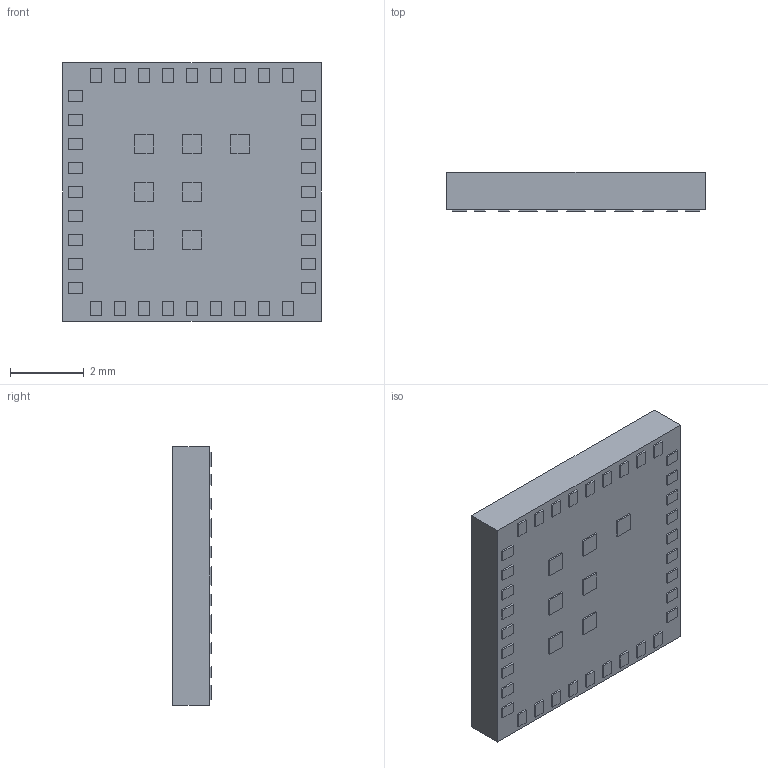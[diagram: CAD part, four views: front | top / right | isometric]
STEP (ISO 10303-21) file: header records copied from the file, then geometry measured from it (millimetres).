
FILE_DESCRIPTION (( 'STEP AP203' ), '1' );
FILE_NAME ('User Library-EVA-M8M_Q.STEP', '2019-06-11T11:33:44', ( '' ), ( '' ), 'SwSTEP 2.0', 'SolidWorks 2019', '' );
FILE_SCHEMA (( 'CONFIG_CONTROL_DESIGN' ));
Length unit declared in the file: millimetre
Products named in the file (1): User Library-EVA-M8M_Q
Bounding box: 7 x 1.05 x 7 mm (x, y, z)
Volume: 49.3 mm3; surface area: 129.3 mm2
Topology: 1 solids, 1 shells, 290 faces, 708 edges, 472 vertices
Faces by surface type: plane 260, bspline 23, cylinder 7
Entity records: 9677 total; most frequent: CARTESIAN_POINT 2886, ORIENTED_EDGE 1416, DIRECTION 1212, EDGE_CURVE 708, LINE 648, VECTOR 648, VERTEX_POINT 472, EDGE_LOOP 342
